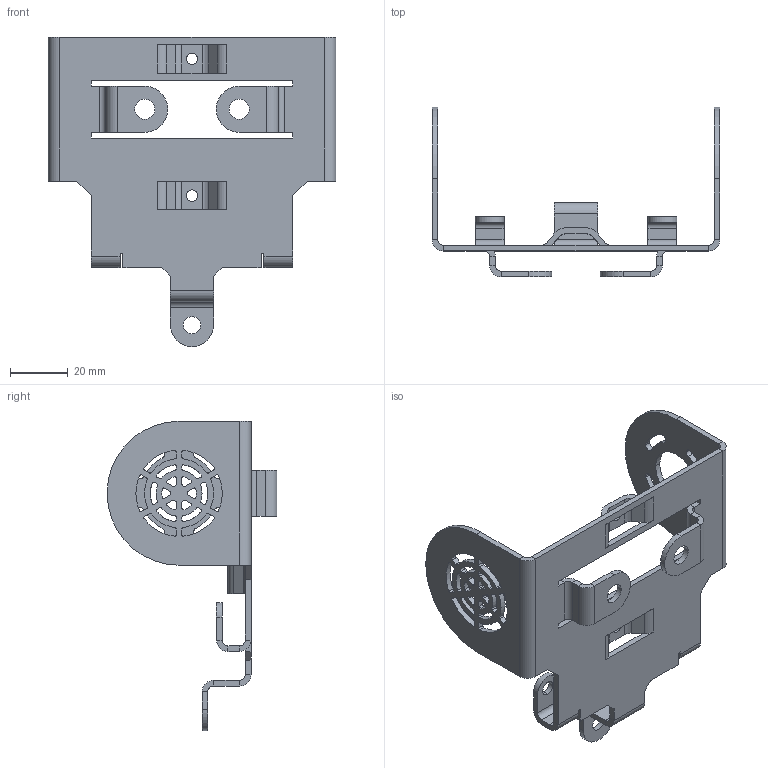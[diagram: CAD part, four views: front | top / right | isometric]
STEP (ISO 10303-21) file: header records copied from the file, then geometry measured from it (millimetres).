
FILE_DESCRIPTION (( 'STEP AP214' ), '1' );
FILE_NAME ('Tutorial 4.STEP', '2025-05-31T15:44:06', ( '' ), ( '' ), 'SwSTEP 2.0', 'SolidWorks 2024', '' );
FILE_SCHEMA (( 'AUTOMOTIVE_DESIGN' ));
Length unit declared in the file: millimetre
Products named in the file (1): Tutorial 4
Bounding box: 100 x 59 x 107.5 mm (x, y, z)
Volume: 21945.2 mm3; surface area: 25515.8 mm2
Topology: 1 solids, 1 shells, 365 faces, 997 edges, 630 vertices
Faces by surface type: cylinder 170, plane 159, bspline 36
Entity records: 12408 total; most frequent: CARTESIAN_POINT 2991, ORIENTED_EDGE 1994, DIRECTION 1925, EDGE_CURVE 997, AXIS2_PLACEMENT_3D 670, VERTEX_POINT 630, LINE 585, VECTOR 585
